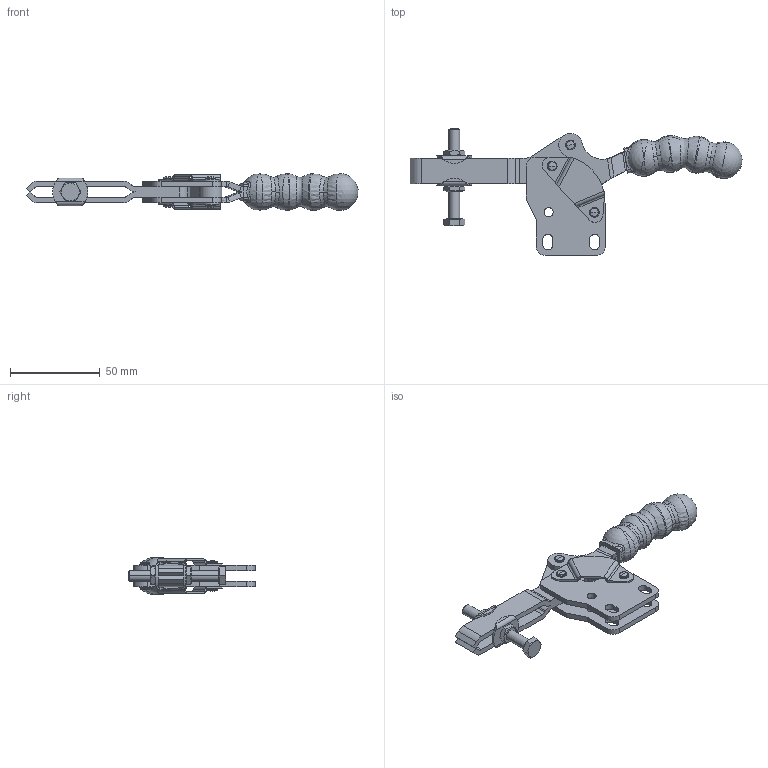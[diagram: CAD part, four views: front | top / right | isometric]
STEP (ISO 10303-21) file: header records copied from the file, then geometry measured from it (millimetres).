
FILE_DESCRIPTION((''),'2;1');
FILE_NAME('MH4U.stp','2009-11-04T09:24:06',('David'),(''),'Autodesk Inventor 8','Autodesk Inventor 8','');
FILE_SCHEMA(('AUTOMOTIVE_DESIGN { 1 0 10303 214 1 1 1 1 }'));
Length unit declared in the file: millimetre
Products named in the file (7): MH4U; MH4 SIDEPLATE ASSEMBLY; MH4 U-BAR ASSEMBLY; MH4 HANDLE ASSEMBLY; MH4 LINK ASSEMBLY; ISO 4017  (Regular Thread) M6 x 50; MH4 FLANGED WASHER ASSEMBLY
Assembly tree (6 placements, depth 2):
  MH4U
    MH4 SIDEPLATE ASSEMBLY
    MH4 U-BAR ASSEMBLY
    MH4 HANDLE ASSEMBLY
    MH4 LINK ASSEMBLY
    ISO 4017  (Regular Thread) M6 x 50
    MH4 FLANGED WASHER ASSEMBLY
Bounding box: 184.71 x 70.47 x 20.5 mm (x, y, z)
Volume: 45483.1 mm3; surface area: 29865.7 mm2
Topology: 7 solids, 8 shells, 481 faces, 1248 edges, 760 vertices
Faces by surface type: cylinder 146, plane 133, bspline 120, torus 32, cone 30, sphere 20
Entity records: 21104 total; most frequent: CARTESIAN_POINT 9565, DIRECTION 2408, ORIENTED_EDGE 2408, EDGE_CURVE 1204, AXIS2_PLACEMENT_3D 951, VERTEX_POINT 760, CIRCLE 577, EDGE_LOOP 542
